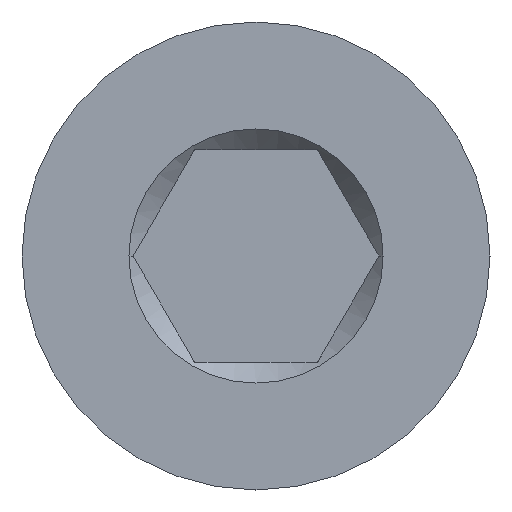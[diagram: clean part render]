
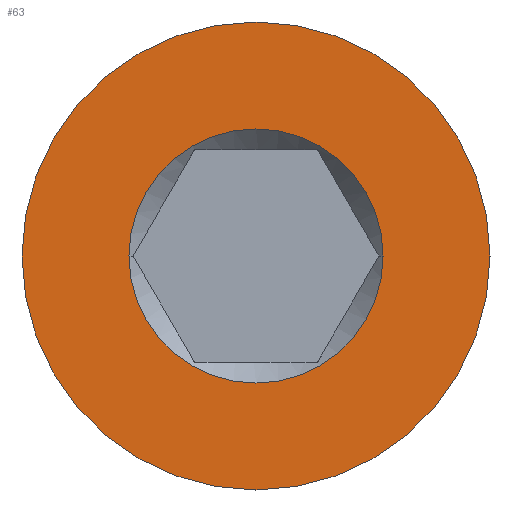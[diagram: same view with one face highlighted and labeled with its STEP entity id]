
A CAD part, left-side view. The second image highlights one B-rep face of the part: STEP entity #63.
In plain terms, the highlighted planar face has unit normal (-1, 0, 0).
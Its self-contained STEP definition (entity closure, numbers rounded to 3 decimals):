
#29 = CIRCLE ( 'NONE', #277, 2.75 ) ;
#48 = CARTESIAN_POINT ( 'NONE',  ( -33., 1.493, 0. ) ) ;
#55 = CARTESIAN_POINT ( 'NONE',  ( -33., -2.75, 0. ) ) ;
#63 = ADVANCED_FACE ( 'NONE', ( #174, #232 ), #466, .F. ) ;
#103 = CIRCLE ( 'NONE', #511, 1.493 ) ;
#106 = DIRECTION ( 'NONE',  ( 1., 0., 0. ) ) ;
#174 = FACE_BOUND ( 'NONE', #507, .T. ) ;
#187 = DIRECTION ( 'NONE',  ( 0., -1., 0. ) ) ;
#219 = VERTEX_POINT ( 'NONE', #55 ) ;
#223 = ORIENTED_EDGE ( 'NONE', *, *, #399, .F. ) ;
#229 = EDGE_CURVE ( 'NONE', #219, #388, #29, .T. ) ;
#232 = FACE_OUTER_BOUND ( 'NONE', #441, .T. ) ;
#238 = VERTEX_POINT ( 'NONE', #48 ) ;
#252 = CARTESIAN_POINT ( 'NONE',  ( -33., 0., 0. ) ) ;
#258 = DIRECTION ( 'NONE',  ( 0., -1., 0. ) ) ;
#260 = DIRECTION ( 'NONE',  ( -1., 0., 0. ) ) ;
#270 = ORIENTED_EDGE ( 'NONE', *, *, #281, .T. ) ;
#277 = AXIS2_PLACEMENT_3D ( 'NONE', #409, #513, #518 ) ;
#281 = EDGE_CURVE ( 'NONE', #388, #219, #292, .T. ) ;
#288 = AXIS2_PLACEMENT_3D ( 'NONE', #557, #539, #534 ) ;
#292 = CIRCLE ( 'NONE', #481, 2.75 ) ;
#296 = CARTESIAN_POINT ( 'NONE',  ( -33., 2.75, 0. ) ) ;
#308 = CIRCLE ( 'NONE', #288, 1.493 ) ;
#313 = AXIS2_PLACEMENT_3D ( 'NONE', #453, #106, #486 ) ;
#347 = DIRECTION ( 'NONE',  ( -1., 0., 0. ) ) ;
#388 = VERTEX_POINT ( 'NONE', #296 ) ;
#399 = EDGE_CURVE ( 'NONE', #238, #500, #103, .T. ) ;
#407 = CARTESIAN_POINT ( 'NONE',  ( -33., -1.493, 0. ) ) ;
#409 = CARTESIAN_POINT ( 'NONE',  ( -33., 0., 0. ) ) ;
#441 = EDGE_LOOP ( 'NONE', ( #516, #270 ) ) ;
#453 = CARTESIAN_POINT ( 'NONE',  ( -33., 0., 0. ) ) ;
#466 = PLANE ( 'NONE',  #313 ) ;
#481 = AXIS2_PLACEMENT_3D ( 'NONE', #533, #347, #187 ) ;
#486 = DIRECTION ( 'NONE',  ( 0., 1., 0. ) ) ;
#500 = VERTEX_POINT ( 'NONE', #407 ) ;
#507 = EDGE_LOOP ( 'NONE', ( #570, #223 ) ) ;
#511 = AXIS2_PLACEMENT_3D ( 'NONE', #252, #260, #258 ) ;
#513 = DIRECTION ( 'NONE',  ( -1., 0., 0. ) ) ;
#516 = ORIENTED_EDGE ( 'NONE', *, *, #229, .T. ) ;
#518 = DIRECTION ( 'NONE',  ( 0., -1., 0. ) ) ;
#533 = CARTESIAN_POINT ( 'NONE',  ( -33., 0., 0. ) ) ;
#534 = DIRECTION ( 'NONE',  ( 0., -1., 0. ) ) ;
#539 = DIRECTION ( 'NONE',  ( -1., 0., 0. ) ) ;
#554 = EDGE_CURVE ( 'NONE', #500, #238, #308, .T. ) ;
#557 = CARTESIAN_POINT ( 'NONE',  ( -33., 0., 0. ) ) ;
#570 = ORIENTED_EDGE ( 'NONE', *, *, #554, .F. ) ;
